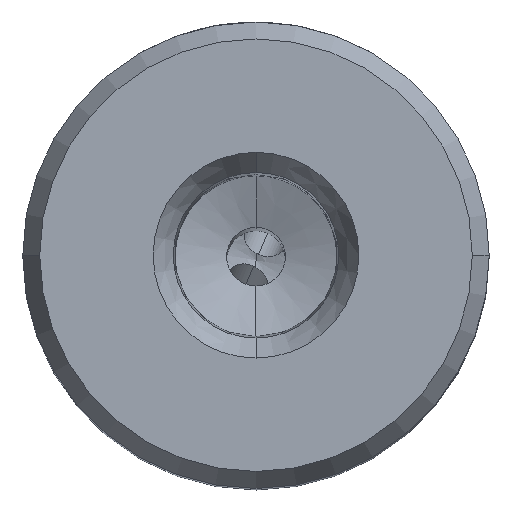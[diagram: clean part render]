
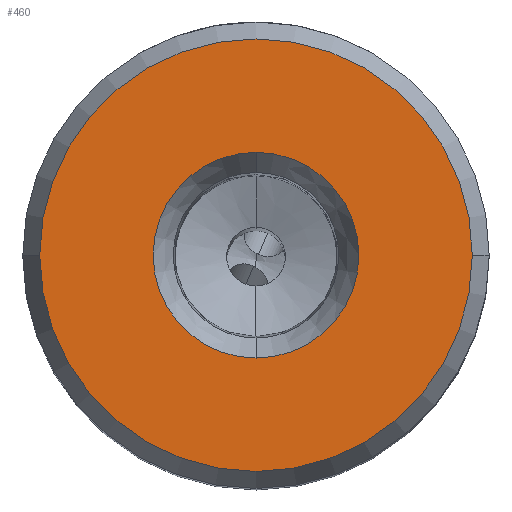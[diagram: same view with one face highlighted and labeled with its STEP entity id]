
A CAD part, top view. The second image highlights one B-rep face of the part: STEP entity #460.
In plain terms, the highlighted planar face has unit normal (0, 0, 1).
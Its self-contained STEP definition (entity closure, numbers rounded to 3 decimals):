
#50=FACE_BOUND('',#740,.T.);
#51=FACE_BOUND('',#741,.T.);
#164=PLANE('',#2855);
#348=CIRCLE('',#2849,7.);
#349=CIRCLE('',#2851,7.);
#350=CIRCLE('',#2853,14.72);
#351=CIRCLE('',#2854,14.72);
#460=ADVANCED_FACE('',(#50,#51),#164,.T.);
#740=EDGE_LOOP('',(#1067,#1068));
#741=EDGE_LOOP('',(#1069,#1070));
#1067=ORIENTED_EDGE('',*,*,#2163,.T.);
#1068=ORIENTED_EDGE('',*,*,#2164,.T.);
#1069=ORIENTED_EDGE('',*,*,#2165,.T.);
#1070=ORIENTED_EDGE('',*,*,#2166,.T.);
#1832=VERTEX_POINT('',#5887);
#1833=VERTEX_POINT('',#5889);
#1834=VERTEX_POINT('',#5895);
#1835=VERTEX_POINT('',#5896);
#2163=EDGE_CURVE('',#1832,#1833,#348,.T.);
#2164=EDGE_CURVE('',#1833,#1832,#349,.T.);
#2165=EDGE_CURVE('',#1834,#1835,#350,.T.);
#2166=EDGE_CURVE('',#1835,#1834,#351,.T.);
#2849=AXIS2_PLACEMENT_3D('',#5890,#3148,#3149);
#2851=AXIS2_PLACEMENT_3D('',#5892,#3152,#3153);
#2853=AXIS2_PLACEMENT_3D('',#5894,#3156,#3157);
#2854=AXIS2_PLACEMENT_3D('',#5897,#3158,#3159);
#2855=AXIS2_PLACEMENT_3D('',#5898,#3160,#3161);
#3148=DIRECTION('',(0.,0.,-1.));
#3149=DIRECTION('',(0.,-1.,0.));
#3152=DIRECTION('',(0.,0.,-1.));
#3153=DIRECTION('',(0.,1.,0.));
#3156=DIRECTION('',(0.,0.,1.));
#3157=DIRECTION('',(-1.,0.,0.));
#3158=DIRECTION('',(0.,0.,1.));
#3159=DIRECTION('',(1.,0.,0.));
#3160=DIRECTION('',(0.,0.,1.));
#3161=DIRECTION('',(-1.,0.,0.));
#5887=CARTESIAN_POINT('',(0.,-7.,30.2));
#5889=CARTESIAN_POINT('',(0.,7.,30.2));
#5890=CARTESIAN_POINT('',(0.,0.,30.2));
#5892=CARTESIAN_POINT('',(0.,0.,30.2));
#5894=CARTESIAN_POINT('',(0.,0.,30.2));
#5895=CARTESIAN_POINT('',(-14.72,0.,30.2));
#5896=CARTESIAN_POINT('',(14.72,0.,30.2));
#5897=CARTESIAN_POINT('',(0.,0.,30.2));
#5898=CARTESIAN_POINT('',(0.,0.,30.2));
